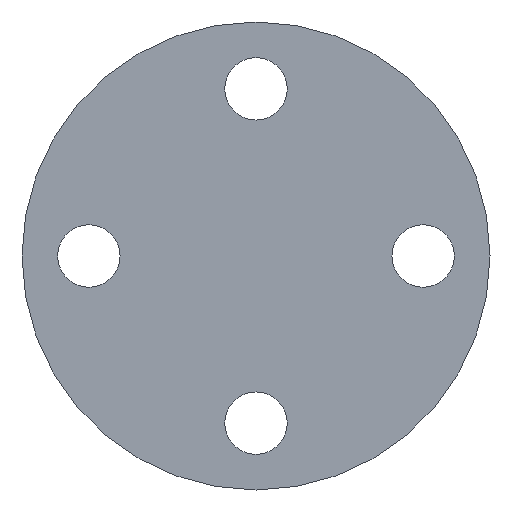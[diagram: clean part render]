
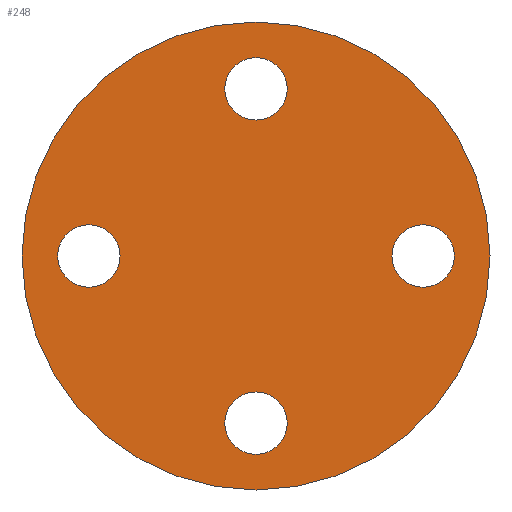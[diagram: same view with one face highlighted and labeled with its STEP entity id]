
A CAD part, front view. The second image highlights one B-rep face of the part: STEP entity #248.
In plain terms, the highlighted planar face has unit normal (0, -1, 0).
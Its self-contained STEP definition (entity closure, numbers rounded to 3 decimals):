
#3 = ORIENTED_EDGE ( 'NONE', *, *, #531, .F. ) ;
#9 = DIRECTION ( 'NONE',  ( 0., 0., 1. ) ) ;
#10 = CARTESIAN_POINT ( 'NONE',  ( 0., 0., -44.5 ) ) ;
#11 = DIRECTION ( 'NONE',  ( 0., 0., 1. ) ) ;
#15 = CARTESIAN_POINT ( 'NONE',  ( 37.5, 0., 0. ) ) ;
#17 = ORIENTED_EDGE ( 'NONE', *, *, #27, .T. ) ;
#23 = CIRCLE ( 'NONE', #383, 52.5 ) ;
#27 = EDGE_CURVE ( 'NONE', #626, #53, #142, .T. ) ;
#28 = CARTESIAN_POINT ( 'NONE',  ( 0., 0., 0. ) ) ;
#35 = CIRCLE ( 'NONE', #121, 7. ) ;
#37 = CARTESIAN_POINT ( 'NONE',  ( -37.5, 0., 0. ) ) ;
#48 = EDGE_CURVE ( 'NONE', #494, #149, #206, .T. ) ;
#53 = VERTEX_POINT ( 'NONE', #10 ) ;
#65 = DIRECTION ( 'NONE',  ( 0., 0., 1. ) ) ;
#66 = AXIS2_PLACEMENT_3D ( 'NONE', #155, #198, #541 ) ;
#71 = DIRECTION ( 'NONE',  ( 0., 0., 1. ) ) ;
#83 = CARTESIAN_POINT ( 'NONE',  ( 0., 0., 52.5 ) ) ;
#99 = AXIS2_PLACEMENT_3D ( 'NONE', #417, #314, #369 ) ;
#114 = ORIENTED_EDGE ( 'NONE', *, *, #333, .T. ) ;
#121 = AXIS2_PLACEMENT_3D ( 'NONE', #373, #342, #370 ) ;
#130 = VERTEX_POINT ( 'NONE', #566 ) ;
#137 = FACE_BOUND ( 'NONE', #508, .T. ) ;
#142 = CIRCLE ( 'NONE', #66, 7. ) ;
#149 = VERTEX_POINT ( 'NONE', #461 ) ;
#150 = FACE_BOUND ( 'NONE', #440, .T. ) ;
#155 = CARTESIAN_POINT ( 'NONE',  ( 0., 0., -37.5 ) ) ;
#156 = CARTESIAN_POINT ( 'NONE',  ( 37.5, 0., 7. ) ) ;
#173 = EDGE_CURVE ( 'NONE', #283, #231, #23, .T. ) ;
#178 = CARTESIAN_POINT ( 'NONE',  ( 0., 0., 0. ) ) ;
#189 = PLANE ( 'NONE',  #579 ) ;
#197 = CIRCLE ( 'NONE', #245, 52.5 ) ;
#198 = DIRECTION ( 'NONE',  ( 0., 1., 0. ) ) ;
#200 = DIRECTION ( 'NONE',  ( 0., 1., 0. ) ) ;
#206 = CIRCLE ( 'NONE', #484, 7. ) ;
#210 = CARTESIAN_POINT ( 'NONE',  ( -37.5, 0., -7. ) ) ;
#214 = EDGE_CURVE ( 'NONE', #53, #626, #35, .T. ) ;
#227 = DIRECTION ( 'NONE',  ( 0., 0., 1. ) ) ;
#231 = VERTEX_POINT ( 'NONE', #83 ) ;
#237 = DIRECTION ( 'NONE',  ( 0., 1., 0. ) ) ;
#244 = CIRCLE ( 'NONE', #266, 7. ) ;
#245 = AXIS2_PLACEMENT_3D ( 'NONE', #28, #362, #71 ) ;
#248 = ADVANCED_FACE ( 'NONE', ( #137, #574, #517, #150, #618 ), #189, .F. ) ;
#258 = EDGE_LOOP ( 'NONE', ( #446, #522 ) ) ;
#262 = DIRECTION ( 'NONE',  ( 0., 1., 0. ) ) ;
#264 = DIRECTION ( 'NONE',  ( 0., 1., 0. ) ) ;
#266 = AXIS2_PLACEMENT_3D ( 'NONE', #545, #264, #9 ) ;
#272 = EDGE_CURVE ( 'NONE', #149, #494, #476, .T. ) ;
#276 = AXIS2_PLACEMENT_3D ( 'NONE', #349, #262, #11 ) ;
#278 = CARTESIAN_POINT ( 'NONE',  ( 0., 0., -52.5 ) ) ;
#283 = VERTEX_POINT ( 'NONE', #278 ) ;
#293 = VERTEX_POINT ( 'NONE', #582 ) ;
#313 = VERTEX_POINT ( 'NONE', #466 ) ;
#314 = DIRECTION ( 'NONE',  ( 0., 1., 0. ) ) ;
#326 = CIRCLE ( 'NONE', #99, 7. ) ;
#331 = DIRECTION ( 'NONE',  ( 0., 0., 1. ) ) ;
#333 = EDGE_CURVE ( 'NONE', #313, #130, #244, .T. ) ;
#339 = EDGE_LOOP ( 'NONE', ( #529, #3 ) ) ;
#340 = ORIENTED_EDGE ( 'NONE', *, *, #214, .T. ) ;
#342 = DIRECTION ( 'NONE',  ( 0., 1., 0. ) ) ;
#343 = EDGE_CURVE ( 'NONE', #130, #313, #505, .T. ) ;
#349 = CARTESIAN_POINT ( 'NONE',  ( 0., 0., 37.5 ) ) ;
#362 = DIRECTION ( 'NONE',  ( 0., 1., 0. ) ) ;
#369 = DIRECTION ( 'NONE',  ( 0., 0., 1. ) ) ;
#370 = DIRECTION ( 'NONE',  ( 0., 0., 1. ) ) ;
#371 = VERTEX_POINT ( 'NONE', #156 ) ;
#373 = CARTESIAN_POINT ( 'NONE',  ( 0., 0., -37.5 ) ) ;
#374 = AXIS2_PLACEMENT_3D ( 'NONE', #37, #237, #227 ) ;
#383 = AXIS2_PLACEMENT_3D ( 'NONE', #503, #603, #65 ) ;
#409 = DIRECTION ( 'NONE',  ( 0., 1., 0. ) ) ;
#417 = CARTESIAN_POINT ( 'NONE',  ( 37.5, 0., 0. ) ) ;
#422 = EDGE_LOOP ( 'NONE', ( #114, #492 ) ) ;
#427 = ORIENTED_EDGE ( 'NONE', *, *, #537, .T. ) ;
#430 = ORIENTED_EDGE ( 'NONE', *, *, #442, .T. ) ;
#436 = CARTESIAN_POINT ( 'NONE',  ( -37.5, 0., 0. ) ) ;
#440 = EDGE_LOOP ( 'NONE', ( #17, #340 ) ) ;
#442 = EDGE_CURVE ( 'NONE', #293, #371, #605, .T. ) ;
#446 = ORIENTED_EDGE ( 'NONE', *, *, #272, .T. ) ;
#449 = DIRECTION ( 'NONE',  ( 0., 0., 1. ) ) ;
#461 = CARTESIAN_POINT ( 'NONE',  ( -37.5, 0., 7. ) ) ;
#464 = AXIS2_PLACEMENT_3D ( 'NONE', #15, #409, #449 ) ;
#466 = CARTESIAN_POINT ( 'NONE',  ( 0., 0., 44.5 ) ) ;
#476 = CIRCLE ( 'NONE', #374, 7. ) ;
#484 = AXIS2_PLACEMENT_3D ( 'NONE', #436, #200, #513 ) ;
#492 = ORIENTED_EDGE ( 'NONE', *, *, #343, .T. ) ;
#494 = VERTEX_POINT ( 'NONE', #210 ) ;
#503 = CARTESIAN_POINT ( 'NONE',  ( 0., 0., 0. ) ) ;
#505 = CIRCLE ( 'NONE', #276, 7. ) ;
#508 = EDGE_LOOP ( 'NONE', ( #427, #430 ) ) ;
#513 = DIRECTION ( 'NONE',  ( 0., 0., 1. ) ) ;
#514 = CARTESIAN_POINT ( 'NONE',  ( 0., 0., -30.5 ) ) ;
#517 = FACE_BOUND ( 'NONE', #258, .T. ) ;
#522 = ORIENTED_EDGE ( 'NONE', *, *, #48, .T. ) ;
#529 = ORIENTED_EDGE ( 'NONE', *, *, #173, .F. ) ;
#531 = EDGE_CURVE ( 'NONE', #231, #283, #197, .T. ) ;
#537 = EDGE_CURVE ( 'NONE', #371, #293, #326, .T. ) ;
#541 = DIRECTION ( 'NONE',  ( 0., 0., 1. ) ) ;
#545 = CARTESIAN_POINT ( 'NONE',  ( 0., 0., 37.5 ) ) ;
#566 = CARTESIAN_POINT ( 'NONE',  ( 0., 0., 30.5 ) ) ;
#574 = FACE_BOUND ( 'NONE', #422, .T. ) ;
#579 = AXIS2_PLACEMENT_3D ( 'NONE', #178, #608, #331 ) ;
#582 = CARTESIAN_POINT ( 'NONE',  ( 37.5, 0., -7. ) ) ;
#603 = DIRECTION ( 'NONE',  ( 0., 1., 0. ) ) ;
#605 = CIRCLE ( 'NONE', #464, 7. ) ;
#608 = DIRECTION ( 'NONE',  ( 0., 1., 0. ) ) ;
#618 = FACE_OUTER_BOUND ( 'NONE', #339, .T. ) ;
#626 = VERTEX_POINT ( 'NONE', #514 ) ;
